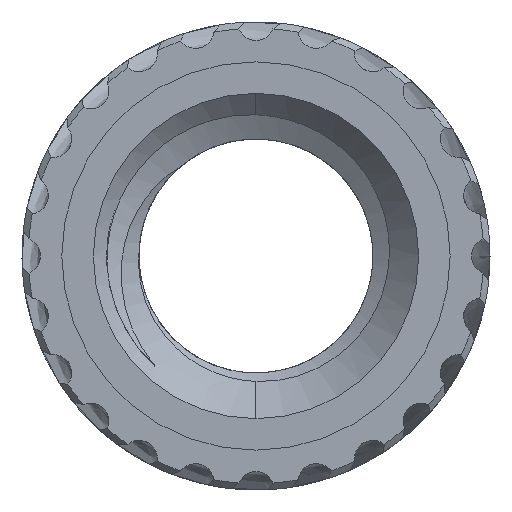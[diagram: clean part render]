
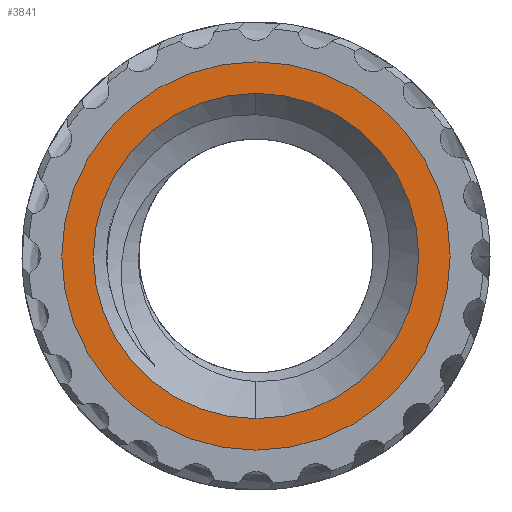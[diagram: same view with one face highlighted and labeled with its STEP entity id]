
A CAD part, front view. The second image highlights one B-rep face of the part: STEP entity #3841.
In plain terms, the highlighted planar face has unit normal (0, -1, 0).
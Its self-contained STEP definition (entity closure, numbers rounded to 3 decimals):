
#720 = ORIENTED_EDGE ( 'NONE', *, *, #11245, .F. ) ;
#898 = VERTEX_POINT ( 'NONE', #6456 ) ;
#959 = VERTEX_POINT ( 'NONE', #15733 ) ;
#1083 = CARTESIAN_POINT ( 'NONE',  ( -1.95, 0., 0. ) ) ;
#1354 = DIRECTION ( 'NONE',  ( 0., -1., 0. ) ) ;
#2124 = DIRECTION ( 'NONE',  ( 0., -1., 0. ) ) ;
#2340 = DIRECTION ( 'NONE',  ( 0., -1., 0. ) ) ;
#2405 = EDGE_CURVE ( 'NONE', #898, #14762, #2828, .T. ) ;
#2747 = CARTESIAN_POINT ( 'NONE',  ( 1.95, 0., 0. ) ) ;
#2828 = CIRCLE ( 'NONE', #4263, 1.95 ) ;
#3841 = ADVANCED_FACE ( 'NONE', ( #8602, #5508 ), #10626, .T. ) ;
#4048 = DIRECTION ( 'NONE',  ( 1., 0., 0. ) ) ;
#4263 = AXIS2_PLACEMENT_3D ( 'NONE', #9210, #1354, #10552 ) ;
#4266 = EDGE_LOOP ( 'NONE', ( #8502, #12002 ) ) ;
#4442 = AXIS2_PLACEMENT_3D ( 'NONE', #7313, #16498, #8632 ) ;
#5508 = FACE_OUTER_BOUND ( 'NONE', #4266, .T. ) ;
#6456 = CARTESIAN_POINT ( 'NONE',  ( 1.95, 0., 0. ) ) ;
#7313 = CARTESIAN_POINT ( 'NONE',  ( 0., 0., 0. ) ) ;
#7657 = EDGE_CURVE ( 'NONE', #14762, #898, #11053, .T. ) ;
#7718 = AXIS2_PLACEMENT_3D ( 'NONE', #10217, #2340, #11540 ) ;
#8257 = AXIS2_PLACEMENT_3D ( 'NONE', #2747, #11949, #4048 ) ;
#8481 = VERTEX_POINT ( 'NONE', #13904 ) ;
#8502 = ORIENTED_EDGE ( 'NONE', *, *, #2405, .T. ) ;
#8602 = FACE_BOUND ( 'NONE', #15248, .T. ) ;
#8632 = DIRECTION ( 'NONE',  ( 1., 0., 0. ) ) ;
#9210 = CARTESIAN_POINT ( 'NONE',  ( 0., 0., 0. ) ) ;
#9999 = CARTESIAN_POINT ( 'NONE',  ( 0., 0., 0. ) ) ;
#10217 = CARTESIAN_POINT ( 'NONE',  ( 0., 0., 0. ) ) ;
#10373 = CIRCLE ( 'NONE', #7718, 1.633 ) ;
#10432 = AXIS2_PLACEMENT_3D ( 'NONE', #9999, #2124, #11324 ) ;
#10552 = DIRECTION ( 'NONE',  ( 1., 0., 0. ) ) ;
#10626 = PLANE ( 'NONE',  #8257 ) ;
#11053 = CIRCLE ( 'NONE', #10432, 1.95 ) ;
#11245 = EDGE_CURVE ( 'NONE', #959, #8481, #10373, .T. ) ;
#11324 = DIRECTION ( 'NONE',  ( 1., 0., 0. ) ) ;
#11367 = CIRCLE ( 'NONE', #4442, 1.633 ) ;
#11540 = DIRECTION ( 'NONE',  ( 1., 0., 0. ) ) ;
#11949 = DIRECTION ( 'NONE',  ( 0., -1., 0. ) ) ;
#12002 = ORIENTED_EDGE ( 'NONE', *, *, #7657, .T. ) ;
#13904 = CARTESIAN_POINT ( 'NONE',  ( 0., 0., -1.633 ) ) ;
#14141 = EDGE_CURVE ( 'NONE', #8481, #959, #11367, .T. ) ;
#14762 = VERTEX_POINT ( 'NONE', #1083 ) ;
#15248 = EDGE_LOOP ( 'NONE', ( #15882, #720 ) ) ;
#15733 = CARTESIAN_POINT ( 'NONE',  ( 0., 0., 1.633 ) ) ;
#15882 = ORIENTED_EDGE ( 'NONE', *, *, #14141, .F. ) ;
#16498 = DIRECTION ( 'NONE',  ( 0., -1., 0. ) ) ;
